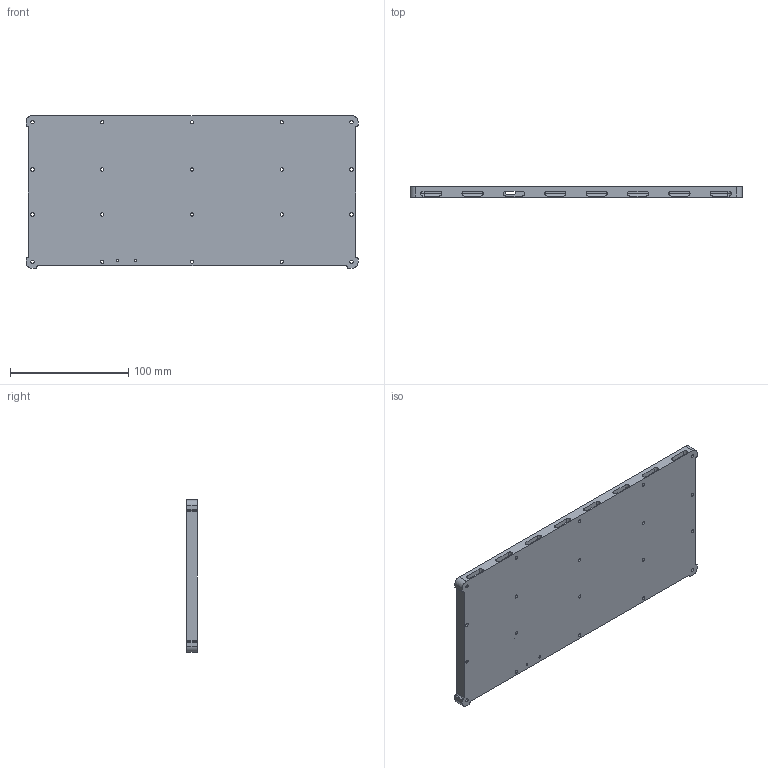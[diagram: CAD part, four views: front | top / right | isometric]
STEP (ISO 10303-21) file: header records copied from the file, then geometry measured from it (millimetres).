
FILE_DESCRIPTION (( 'STEP AP214' ), '1' );
FILE_NAME ('ACD-K76_bottom_plate.STEP', '2021-10-28T15:54:24', ( '' ), ( '' ), 'SwSTEP 2.0', 'SolidWorks 2021', '' );
FILE_SCHEMA (( 'AUTOMOTIVE_DESIGN' ));
Length unit declared in the file: millimetre
Products named in the file (1): ACD-K76_bottom_plate
Bounding box: 281 x 9 x 129 mm (x, y, z)
Volume: 78542.3 mm3; surface area: 87471.1 mm2
Topology: 1 solids, 1 shells, 167 faces, 471 edges, 305 vertices
Faces by surface type: cylinder 111, plane 37, torus 19
Entity records: 5661 total; most frequent: DIRECTION 1061, CARTESIAN_POINT 944, ORIENTED_EDGE 942, EDGE_CURVE 471, AXIS2_PLACEMENT_3D 422, VERTEX_POINT 305, CIRCLE 254, EDGE_LOOP 228
